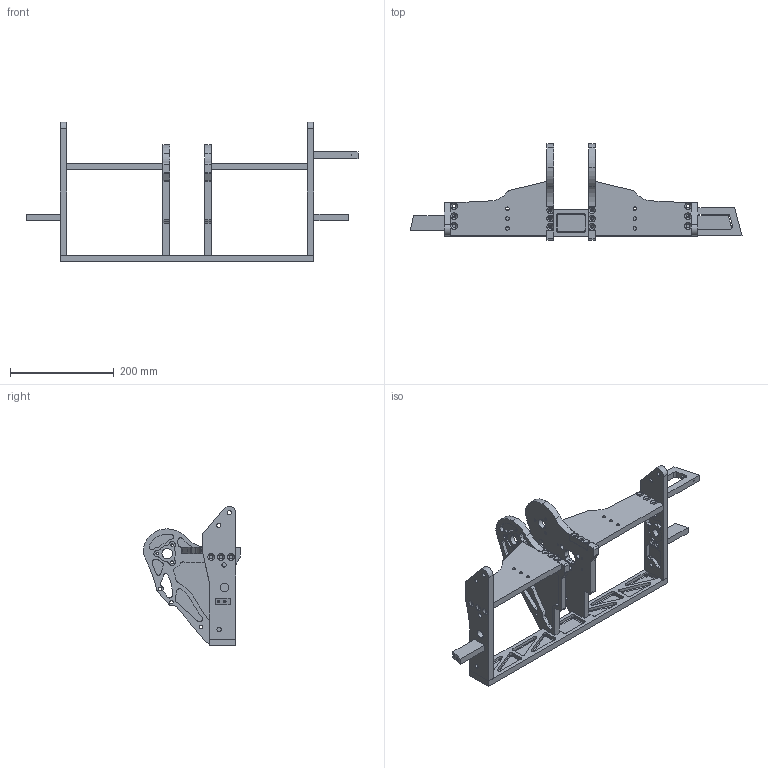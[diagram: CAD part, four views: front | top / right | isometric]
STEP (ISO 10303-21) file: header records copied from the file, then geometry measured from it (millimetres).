
FILE_DESCRIPTION (( 'STEP AP203' ), '1' );
FILE_NAME ('Frame_Al_30_v1.STEP', '2025-01-24T21:54:57', ( '' ), ( '' ), 'SwSTEP 2.0', 'SolidWorks 2024', '' );
FILE_SCHEMA (( 'CONFIG_CONTROL_DESIGN' ));
Length unit declared in the file: inch
Products named in the file (1): Frame_Al_30_v1
Bounding box: 639.81 x 186.85 x 269.24 mm (x, y, z)
Volume: 1227326 mm3; surface area: 410045.2 mm2
Topology: 10 solids, 10 shells, 1125 faces, 3066 edges, 1946 vertices
Faces by surface type: cylinder 658, plane 269, cone 166, torus 32
Entity records: 36204 total; most frequent: DIRECTION 6657, CARTESIAN_POINT 6494, ORIENTED_EDGE 6012, EDGE_CURVE 3006, AXIS2_PLACEMENT_3D 2597, VERTEX_POINT 1946, CIRCLE 1471, VECTOR 1463
